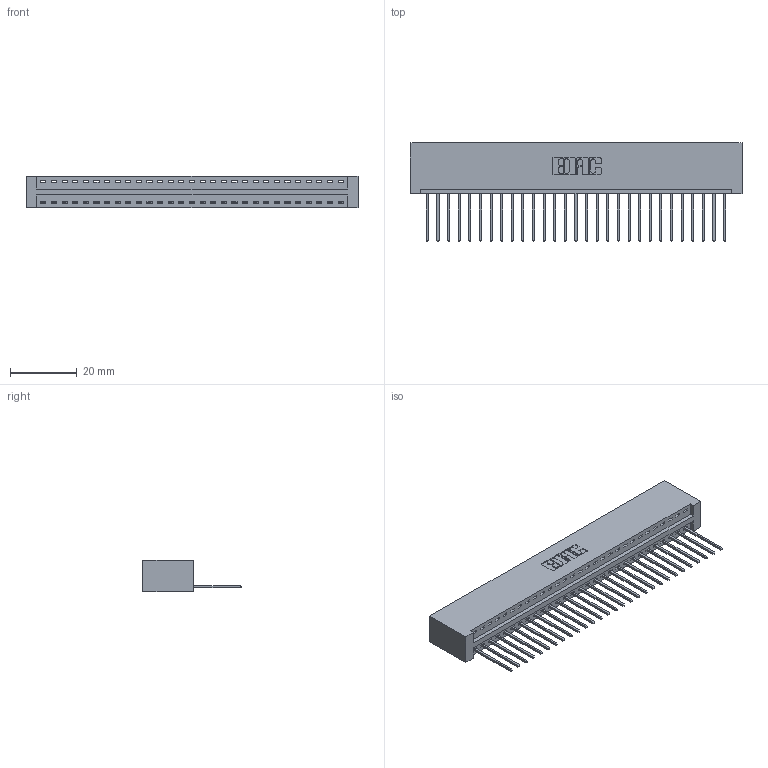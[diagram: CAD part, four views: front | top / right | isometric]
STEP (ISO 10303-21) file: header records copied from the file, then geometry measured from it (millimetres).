
FILE_DESCRIPTION (( 'STEP AP203' ), '1' );
FILE_NAME ('396-029-540-101.STEP', '2019-10-27T09:40:21', ( '' ), ( '' ), 'SwSTEP 2.0', 'SolidWorks 2016', '' );
FILE_SCHEMA (( 'CONFIG_CONTROL_DESIGN' ));
Length unit declared in the file: inch
Products named in the file (3): 346 Part_No Mounting Lugs; 396-029-540-101; 345-292-001_345-293-140
Assembly tree (30 placements, depth 2):
  396-029-540-101
    346 Part_No Mounting Lugs
    345-292-001_345-293-140  x29
Bounding box: 99.31 x 29.46 x 9.4 mm (x, y, z)
Volume: 10005.7 mm3; surface area: 12727.3 mm2
Topology: 30 solids, 30 shells, 1796 faces, 5409 edges, 3566 vertices
Faces by surface type: plane 1232, cylinder 564
Entity records: 19489 total; most frequent: CARTESIAN_POINT 3351, ORIENTED_EDGE 3314, DIRECTION 2967, EDGE_CURVE 1657, VECTOR 1417, LINE 1417, VERTEX_POINT 1102, AXIS2_PLACEMENT_3D 775
